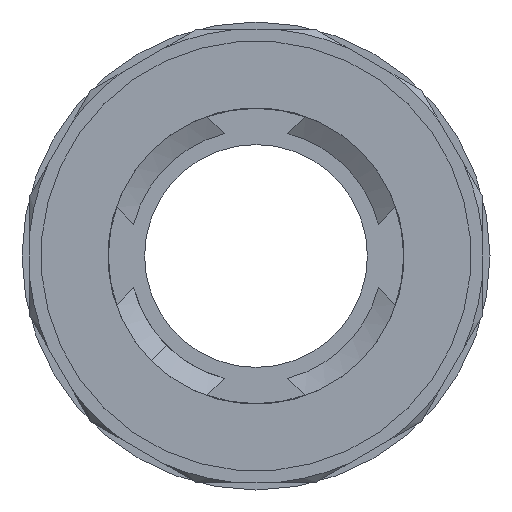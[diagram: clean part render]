
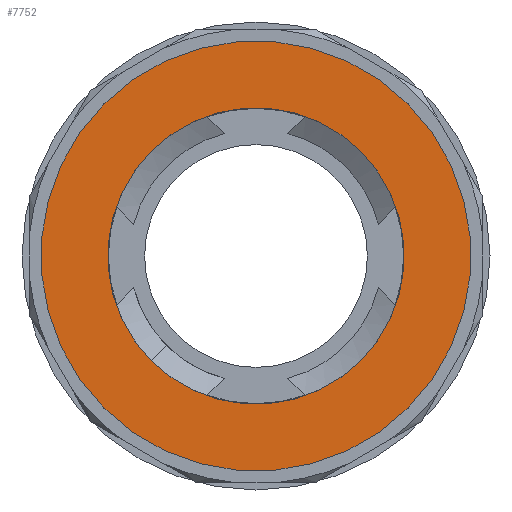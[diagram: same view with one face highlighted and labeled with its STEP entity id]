
A CAD part, front view. The second image highlights one B-rep face of the part: STEP entity #7752.
In plain terms, the highlighted planar face has unit normal (0, -1, 0).
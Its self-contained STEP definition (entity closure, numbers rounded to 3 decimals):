
#7217 = EDGE_CURVE ( 'NONE', #7223, #7218, #12411, .T. ) ;
#7218 = VERTEX_POINT ( 'NONE', #12182 ) ;
#7223 = VERTEX_POINT ( 'NONE', #12177 ) ;
#7315 = EDGE_CURVE ( 'NONE', #7316, #7317, #12589, .T. ) ;
#7316 = VERTEX_POINT ( 'NONE', #12648 ) ;
#7317 = VERTEX_POINT ( 'NONE', #12647 ) ;
#7658 = EDGE_CURVE ( 'NONE', #7218, #7223, #13274, .T. ) ;
#7749 = EDGE_CURVE ( 'NONE', #7317, #7316, #13452, .T. ) ;
#7752 = ADVANCED_FACE ( 'NONE', ( #13448, #13447 ), #13446, .F. ) ;
#7753 = EDGE_LOOP ( 'NONE', ( #7754, #7755 ) ) ;
#7754 = ORIENTED_EDGE ( 'NONE', *, *, #7315, .F. ) ;
#7755 = ORIENTED_EDGE ( 'NONE', *, *, #7749, .F. ) ;
#7756 = EDGE_LOOP ( 'NONE', ( #7757, #7758 ) ) ;
#7757 = ORIENTED_EDGE ( 'NONE', *, *, #7658, .T. ) ;
#7758 = ORIENTED_EDGE ( 'NONE', *, *, #7217, .T. ) ;
#12177 = CARTESIAN_POINT ( 'NONE',  ( 6.65, 0., 0. ) ) ;
#12182 = CARTESIAN_POINT ( 'NONE',  ( -6.65, 0., 0. ) ) ;
#12407 = DIRECTION ( 'NONE',  ( -1., 0., 0. ) ) ;
#12408 = DIRECTION ( 'NONE',  ( 0., 1., 0. ) ) ;
#12409 = CARTESIAN_POINT ( 'NONE',  ( 0., 0., 0. ) ) ;
#12410 = AXIS2_PLACEMENT_3D ( 'NONE', #12409, #12408, #12407 ) ;
#12411 = CIRCLE ( 'NONE', #12410, 6.65 ) ;
#12588 = AXIS2_PLACEMENT_3D ( 'NONE', #12651, #12650, #12649 ) ;
#12589 = CIRCLE ( 'NONE', #12588, 9.65 ) ;
#12647 = CARTESIAN_POINT ( 'NONE',  ( 9.65, 0., 0. ) ) ;
#12648 = CARTESIAN_POINT ( 'NONE',  ( -9.65, 0., 0. ) ) ;
#12649 = DIRECTION ( 'NONE',  ( -1., 0., 0. ) ) ;
#12650 = DIRECTION ( 'NONE',  ( 0., 1., 0. ) ) ;
#12651 = CARTESIAN_POINT ( 'NONE',  ( 0., 0., 0. ) ) ;
#13271 = DIRECTION ( 'NONE',  ( -1., 0., 0. ) ) ;
#13272 = DIRECTION ( 'NONE',  ( 0., 1., 0. ) ) ;
#13273 = AXIS2_PLACEMENT_3D ( 'NONE', #13279, #13272, #13271 ) ;
#13274 = CIRCLE ( 'NONE', #13273, 6.65 ) ;
#13279 = CARTESIAN_POINT ( 'NONE',  ( 0., 0., 0. ) ) ;
#13442 = DIRECTION ( 'NONE',  ( -1., 0., 0. ) ) ;
#13443 = DIRECTION ( 'NONE',  ( 0., 1., 0. ) ) ;
#13444 = CARTESIAN_POINT ( 'NONE',  ( 9.65, 0., 0. ) ) ;
#13445 = AXIS2_PLACEMENT_3D ( 'NONE', #13444, #13443, #13442 ) ;
#13446 = PLANE ( 'NONE',  #13445 ) ;
#13447 = FACE_BOUND ( 'NONE', #7756, .T. ) ;
#13448 = FACE_OUTER_BOUND ( 'NONE', #7753, .T. ) ;
#13449 = DIRECTION ( 'NONE',  ( -1., 0., 0. ) ) ;
#13450 = DIRECTION ( 'NONE',  ( 0., 1., 0. ) ) ;
#13451 = AXIS2_PLACEMENT_3D ( 'NONE', #13457, #13450, #13449 ) ;
#13452 = CIRCLE ( 'NONE', #13451, 9.65 ) ;
#13457 = CARTESIAN_POINT ( 'NONE',  ( 0., 0., 0. ) ) ;
